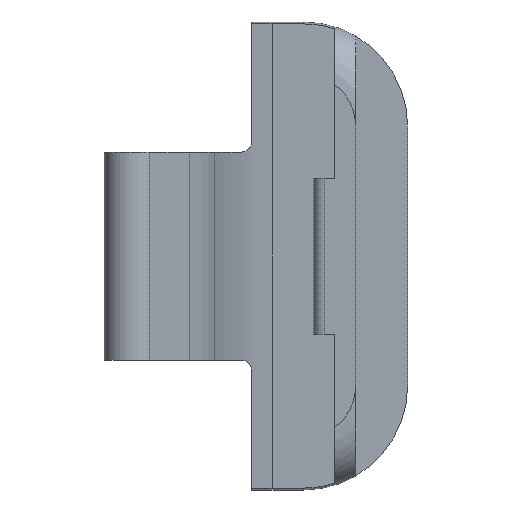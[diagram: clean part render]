
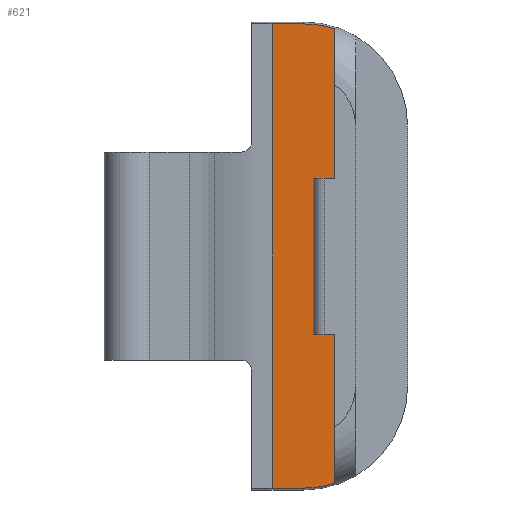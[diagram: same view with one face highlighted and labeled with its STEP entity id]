
A CAD part, left-side view. The second image highlights one B-rep face of the part: STEP entity #621.
In plain terms, the highlighted planar face has unit normal (-1, 0, 0).
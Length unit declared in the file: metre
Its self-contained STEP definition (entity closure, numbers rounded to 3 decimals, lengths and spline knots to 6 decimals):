
#26=PLANE('',#670);
#53=LINE('',#948,#112);
#54=LINE('',#951,#113);
#55=LINE('',#953,#114);
#56=LINE('',#957,#115);
#112=VECTOR('',#745,1.);
#113=VECTOR('',#746,1.);
#114=VECTOR('',#747,1.);
#115=VECTOR('',#750,1.);
#176=ORIENTED_EDGE('',*,*,#365,.T.);
#177=ORIENTED_EDGE('',*,*,#366,.T.);
#178=ORIENTED_EDGE('',*,*,#367,.T.);
#179=ORIENTED_EDGE('',*,*,#368,.T.);
#180=ORIENTED_EDGE('',*,*,#369,.F.);
#181=ORIENTED_EDGE('',*,*,#370,.T.);
#365=EDGE_CURVE('',#459,#460,#53,.T.);
#366=EDGE_CURVE('',#460,#461,#54,.T.);
#367=EDGE_CURVE('',#461,#462,#55,.F.);
#368=EDGE_CURVE('',#462,#463,#513,.T.);
#369=EDGE_CURVE('',#464,#463,#56,.T.);
#370=EDGE_CURVE('',#464,#459,#514,.T.);
#459=VERTEX_POINT('',#949);
#460=VERTEX_POINT('',#950);
#461=VERTEX_POINT('',#952);
#462=VERTEX_POINT('',#954);
#463=VERTEX_POINT('',#956);
#464=VERTEX_POINT('',#958);
#513=CIRCLE('',#671,0.009814);
#514=CIRCLE('',#672,0.009814);
#540=EDGE_LOOP('',(#176,#177,#178,#179,#180,#181));
#575=FACE_BOUND('',#540,.T.);
#621=ADVANCED_FACE('',(#575),#26,.F.);
#670=AXIS2_PLACEMENT_3D('',#947,#743,#744);
#671=AXIS2_PLACEMENT_3D('',#955,#748,#749);
#672=AXIS2_PLACEMENT_3D('',#959,#751,#752);
#743=DIRECTION('',(1.,0.,0.));
#744=DIRECTION('',(0.,1.,0.));
#745=DIRECTION('',(0.,1.,0.));
#746=DIRECTION('',(0.,0.,-1.));
#747=DIRECTION('',(0.,1.,0.));
#748=DIRECTION('',(-1.,0.,0.));
#749=DIRECTION('',(0.,0.,1.));
#750=DIRECTION('',(0.,0.,-1.));
#751=DIRECTION('',(-1.,0.,0.));
#752=DIRECTION('',(0.,0.,1.));
#947=CARTESIAN_POINT('',(0.000075,-0.01482,0.0225));
#948=CARTESIAN_POINT('',(0.000075,-0.016565,0.022314));
#949=CARTESIAN_POINT('',(0.000075,-0.016565,0.022314));
#950=CARTESIAN_POINT('',(0.000075,-0.013536,0.022314));
#951=CARTESIAN_POINT('',(0.000075,-0.013536,0.0225));
#952=CARTESIAN_POINT('',(0.000075,-0.013536,-0.022314));
#953=CARTESIAN_POINT('',(0.000075,-0.011575,-0.022314));
#954=CARTESIAN_POINT('',(0.000075,-0.016565,-0.022314));
#955=CARTESIAN_POINT('',(0.000075,-0.016565,-0.0125));
#956=CARTESIAN_POINT('',(0.000075,-0.019565,-0.021845));
#957=CARTESIAN_POINT('',(0.000075,-0.019565,0.0225));
#958=CARTESIAN_POINT('',(0.000075,-0.019565,0.021845));
#959=CARTESIAN_POINT('',(0.000075,-0.016565,0.0125));
